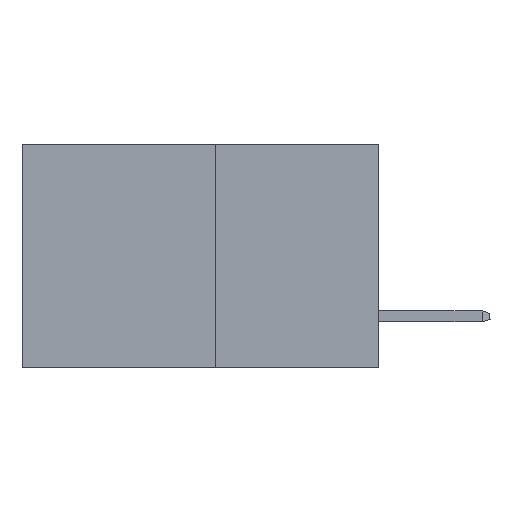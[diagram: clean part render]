
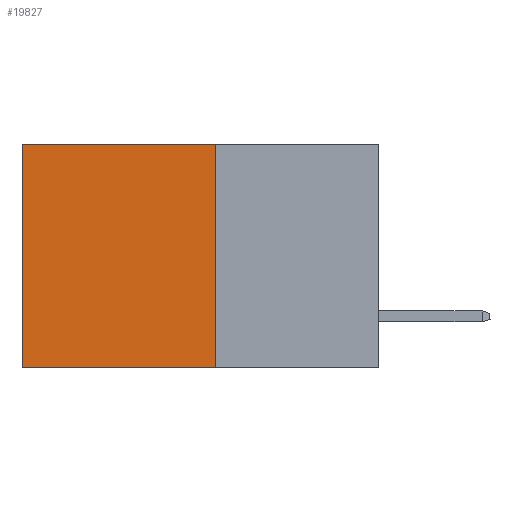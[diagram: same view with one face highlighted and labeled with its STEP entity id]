
A CAD part, left-side view. The second image highlights one B-rep face of the part: STEP entity #19827.
In plain terms, the highlighted planar face has unit normal (-1, 0, 0).
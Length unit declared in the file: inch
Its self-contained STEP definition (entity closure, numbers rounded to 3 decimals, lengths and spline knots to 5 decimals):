
#186 = DIRECTION ( 'NONE',  ( 0., 0., -1. ) ) ;
#790 = VECTOR ( 'NONE', #23582, 39.37008 ) ;
#3678 = DIRECTION ( 'NONE',  ( 0., 1., 0. ) ) ;
#4638 = AXIS2_PLACEMENT_3D ( 'NONE', #12315, #14723, #186 ) ;
#7095 = VECTOR ( 'NONE', #3678, 39.37008 ) ;
#7317 = LINE ( 'NONE', #28339, #790 ) ;
#7579 = ORIENTED_EDGE ( 'NONE', *, *, #29007, .F. ) ;
#7908 = VERTEX_POINT ( 'NONE', #30644 ) ;
#8490 = CARTESIAN_POINT ( 'NONE',  ( 0.277, 0.27, -0.37 ) ) ;
#8720 = VECTOR ( 'NONE', #17944, 39.37008 ) ;
#8972 = EDGE_CURVE ( 'NONE', #7908, #13763, #7317, .T. ) ;
#10722 = CARTESIAN_POINT ( 'NONE',  ( 0.277, 0.59, -0.37 ) ) ;
#10808 = FACE_OUTER_BOUND ( 'NONE', #23151, .T. ) ;
#10921 = CARTESIAN_POINT ( 'NONE',  ( 0.277, 0.27, -0.37 ) ) ;
#11032 = ORIENTED_EDGE ( 'NONE', *, *, #30654, .F. ) ;
#12315 = CARTESIAN_POINT ( 'NONE',  ( 0.277, 0.27, -0.37 ) ) ;
#13329 = DIRECTION ( 'NONE',  ( 0., 0., -1. ) ) ;
#13599 = LINE ( 'NONE', #10921, #26525 ) ;
#13763 = VERTEX_POINT ( 'NONE', #20252 ) ;
#14248 = LINE ( 'NONE', #8490, #7095 ) ;
#14556 = CARTESIAN_POINT ( 'NONE',  ( 0.277, 0.27, -0.37 ) ) ;
#14723 = DIRECTION ( 'NONE',  ( 1., 0., 0. ) ) ;
#15038 = ORIENTED_EDGE ( 'NONE', *, *, #28964, .T. ) ;
#15172 = VERTEX_POINT ( 'NONE', #16447 ) ;
#15299 = VERTEX_POINT ( 'NONE', #14556 ) ;
#16447 = CARTESIAN_POINT ( 'NONE',  ( 0.277, 0.59, -0.37 ) ) ;
#17944 = DIRECTION ( 'NONE',  ( 0., 0., -1. ) ) ;
#19827 = ADVANCED_FACE ( 'NONE', ( #10808 ), #26849, .F. ) ;
#20252 = CARTESIAN_POINT ( 'NONE',  ( 0.277, 0.59, 0. ) ) ;
#23151 = EDGE_LOOP ( 'NONE', ( #15038, #11032, #7579, #26275 ) ) ;
#23582 = DIRECTION ( 'NONE',  ( 0., 1., 0. ) ) ;
#26275 = ORIENTED_EDGE ( 'NONE', *, *, #8972, .T. ) ;
#26525 = VECTOR ( 'NONE', #13329, 39.37008 ) ;
#26849 = PLANE ( 'NONE',  #4638 ) ;
#28017 = LINE ( 'NONE', #10722, #8720 ) ;
#28339 = CARTESIAN_POINT ( 'NONE',  ( 0.277, 0.27, 0. ) ) ;
#28964 = EDGE_CURVE ( 'NONE', #13763, #15172, #28017, .T. ) ;
#29007 = EDGE_CURVE ( 'NONE', #7908, #15299, #13599, .T. ) ;
#30644 = CARTESIAN_POINT ( 'NONE',  ( 0.277, 0.27, 0. ) ) ;
#30654 = EDGE_CURVE ( 'NONE', #15299, #15172, #14248, .T. ) ;
